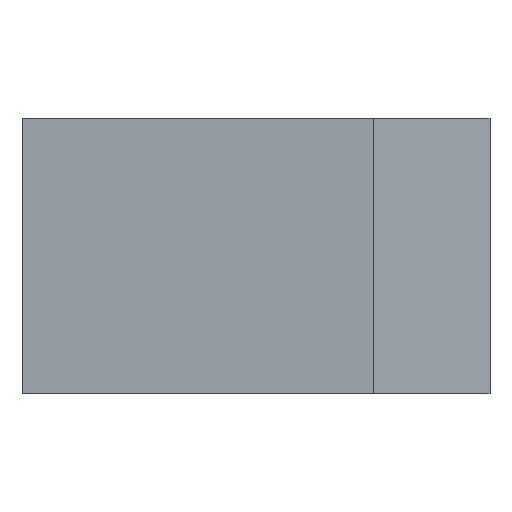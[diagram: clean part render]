
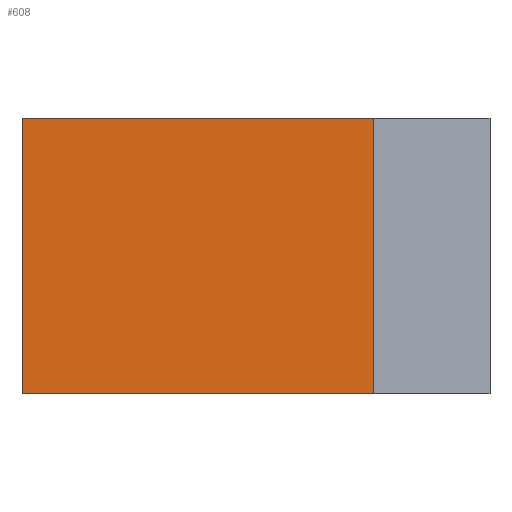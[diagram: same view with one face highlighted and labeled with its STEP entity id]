
A CAD part, left-side view. The second image highlights one B-rep face of the part: STEP entity #608.
In plain terms, the highlighted planar face has unit normal (-1, 0, 0).
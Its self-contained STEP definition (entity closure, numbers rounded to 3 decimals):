
#27 = DIRECTION ( 'NONE',  ( 0., 0., -1. ) ) ;
#78 = DIRECTION ( 'NONE',  ( 0., -1., 0. ) ) ;
#103 = VERTEX_POINT ( 'NONE', #1252 ) ;
#113 = ORIENTED_EDGE ( 'NONE', *, *, #405, .T. ) ;
#114 = PLANE ( 'NONE',  #1389 ) ;
#196 = VECTOR ( 'NONE', #322, 1000. ) ;
#322 = DIRECTION ( 'NONE',  ( 0., 0., -1. ) ) ;
#344 = LINE ( 'NONE', #1350, #994 ) ;
#359 = VERTEX_POINT ( 'NONE', #928 ) ;
#360 = CARTESIAN_POINT ( 'NONE',  ( -29., -13.512, -20. ) ) ;
#395 = CARTESIAN_POINT ( 'NONE',  ( -29., 37.5, -20. ) ) ;
#405 = EDGE_CURVE ( 'NONE', #1069, #1559, #430, .T. ) ;
#430 = LINE ( 'NONE', #1047, #755 ) ;
#479 = EDGE_CURVE ( 'NONE', #359, #103, #344, .T. ) ;
#492 = DIRECTION ( 'NONE',  ( 1., 0., 0. ) ) ;
#566 = ORIENTED_EDGE ( 'NONE', *, *, #650, .F. ) ;
#590 = CARTESIAN_POINT ( 'NONE',  ( -29., 37.5, 20. ) ) ;
#608 = ADVANCED_FACE ( 'NONE', ( #1483 ), #114, .F. ) ;
#614 = CARTESIAN_POINT ( 'NONE',  ( -29., 10.512, 20. ) ) ;
#650 = EDGE_CURVE ( 'NONE', #103, #1559, #1513, .T. ) ;
#755 = VECTOR ( 'NONE', #78, 1000. ) ;
#807 = ORIENTED_EDGE ( 'NONE', *, *, #1231, .T. ) ;
#928 = CARTESIAN_POINT ( 'NONE',  ( -29., 37.5, 20. ) ) ;
#987 = DIRECTION ( 'NONE',  ( 0., 0., -1. ) ) ;
#994 = VECTOR ( 'NONE', #1373, 1000. ) ;
#1047 = CARTESIAN_POINT ( 'NONE',  ( -29., 10.512, -20. ) ) ;
#1069 = VERTEX_POINT ( 'NONE', #395 ) ;
#1231 = EDGE_CURVE ( 'NONE', #359, #1069, #1339, .T. ) ;
#1252 = CARTESIAN_POINT ( 'NONE',  ( -29., -13.512, 20. ) ) ;
#1339 = LINE ( 'NONE', #590, #196 ) ;
#1350 = CARTESIAN_POINT ( 'NONE',  ( -29., 37.5, 20. ) ) ;
#1373 = DIRECTION ( 'NONE',  ( 0., -1., 0. ) ) ;
#1389 = AXIS2_PLACEMENT_3D ( 'NONE', #614, #492, #987 ) ;
#1483 = FACE_OUTER_BOUND ( 'NONE', #1566, .T. ) ;
#1507 = CARTESIAN_POINT ( 'NONE',  ( -29., -13.512, 20. ) ) ;
#1513 = LINE ( 'NONE', #1507, #1599 ) ;
#1559 = VERTEX_POINT ( 'NONE', #360 ) ;
#1566 = EDGE_LOOP ( 'NONE', ( #113, #566, #1574, #807 ) ) ;
#1574 = ORIENTED_EDGE ( 'NONE', *, *, #479, .F. ) ;
#1599 = VECTOR ( 'NONE', #27, 1000. ) ;
